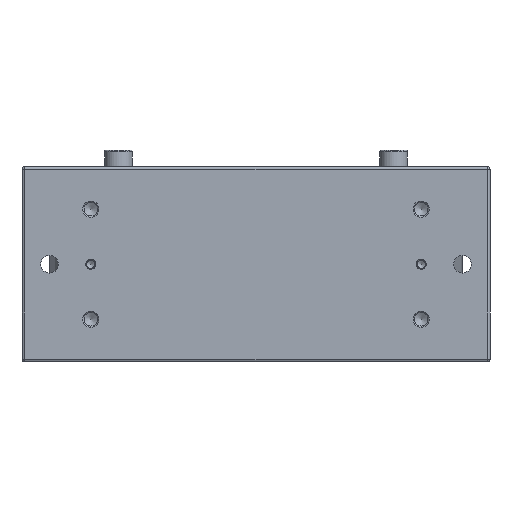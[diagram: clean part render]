
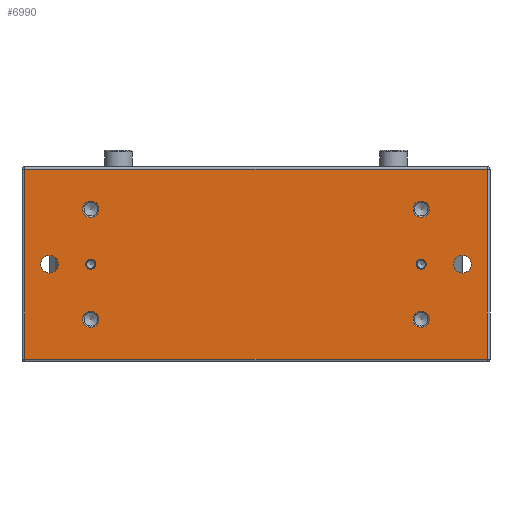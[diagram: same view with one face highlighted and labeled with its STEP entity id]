
A CAD part, front view. The second image highlights one B-rep face of the part: STEP entity #6990.
In plain terms, the highlighted planar face has unit normal (0, -1, 0).
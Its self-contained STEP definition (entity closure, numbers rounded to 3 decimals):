
#637=LINE('',#11400,#1181);
#638=LINE('',#11402,#1182);
#639=LINE('',#11404,#1183);
#640=LINE('',#11405,#1184);
#1181=VECTOR('',#9215,10.);
#1182=VECTOR('',#9216,10.);
#1183=VECTOR('',#9217,10.);
#1184=VECTOR('',#9218,10.);
#1403=FACE_BOUND('',#2082,.T.);
#1404=FACE_BOUND('',#2083,.T.);
#1405=FACE_BOUND('',#2084,.T.);
#1406=FACE_BOUND('',#2085,.T.);
#1407=FACE_BOUND('',#2086,.T.);
#1408=FACE_BOUND('',#2087,.T.);
#1409=FACE_BOUND('',#2088,.T.);
#1410=FACE_BOUND('',#2089,.T.);
#1636=FACE_OUTER_BOUND('',#2081,.T.);
#2081=EDGE_LOOP('',(#5448,#5449,#5450,#5451));
#2082=EDGE_LOOP('',(#5452));
#2083=EDGE_LOOP('',(#5453));
#2084=EDGE_LOOP('',(#5454));
#2085=EDGE_LOOP('',(#5455));
#2086=EDGE_LOOP('',(#5456));
#2087=EDGE_LOOP('',(#5457));
#2088=EDGE_LOOP('',(#5458));
#2089=EDGE_LOOP('',(#5459));
#2487=CIRCLE('',#7619,1.8);
#2490=CIRCLE('',#7623,1.8);
#2491=CIRCLE('',#7624,2.959);
#2492=CIRCLE('',#7625,2.959);
#2493=CIRCLE('',#7626,3.2);
#2494=CIRCLE('',#7627,3.2);
#2495=CIRCLE('',#7628,2.959);
#2496=CIRCLE('',#7629,2.959);
#3099=VERTEX_POINT('',#11390);
#3102=VERTEX_POINT('',#11398);
#3103=VERTEX_POINT('',#11399);
#3104=VERTEX_POINT('',#11401);
#3105=VERTEX_POINT('',#11403);
#3106=VERTEX_POINT('',#11406);
#3107=VERTEX_POINT('',#11408);
#3108=VERTEX_POINT('',#11410);
#3109=VERTEX_POINT('',#11412);
#3110=VERTEX_POINT('',#11414);
#3111=VERTEX_POINT('',#11416);
#3112=VERTEX_POINT('',#11418);
#3910=EDGE_CURVE('',#3099,#3099,#2487,.T.);
#3914=EDGE_CURVE('',#3102,#3103,#637,.T.);
#3915=EDGE_CURVE('',#3104,#3102,#638,.T.);
#3916=EDGE_CURVE('',#3105,#3104,#639,.T.);
#3917=EDGE_CURVE('',#3103,#3105,#640,.T.);
#3918=EDGE_CURVE('',#3106,#3106,#2490,.T.);
#3919=EDGE_CURVE('',#3107,#3107,#2491,.T.);
#3920=EDGE_CURVE('',#3108,#3108,#2492,.T.);
#3921=EDGE_CURVE('',#3109,#3109,#2493,.T.);
#3922=EDGE_CURVE('',#3110,#3110,#2494,.T.);
#3923=EDGE_CURVE('',#3111,#3111,#2495,.T.);
#3924=EDGE_CURVE('',#3112,#3112,#2496,.T.);
#5448=ORIENTED_EDGE('',*,*,#3914,.F.);
#5449=ORIENTED_EDGE('',*,*,#3915,.F.);
#5450=ORIENTED_EDGE('',*,*,#3916,.F.);
#5451=ORIENTED_EDGE('',*,*,#3917,.F.);
#5452=ORIENTED_EDGE('',*,*,#3918,.F.);
#5453=ORIENTED_EDGE('',*,*,#3919,.F.);
#5454=ORIENTED_EDGE('',*,*,#3920,.F.);
#5455=ORIENTED_EDGE('',*,*,#3921,.T.);
#5456=ORIENTED_EDGE('',*,*,#3922,.T.);
#5457=ORIENTED_EDGE('',*,*,#3923,.F.);
#5458=ORIENTED_EDGE('',*,*,#3924,.F.);
#5459=ORIENTED_EDGE('',*,*,#3910,.F.);
#6335=PLANE('',#7622);
#6990=ADVANCED_FACE('',(#1636,#1403,#1404,#1405,#1406,#1407,#1408,#1409,
#1410),#6335,.T.);
#7619=AXIS2_PLACEMENT_3D('',#11391,#9206,#9207);
#7622=AXIS2_PLACEMENT_3D('',#11397,#9213,#9214);
#7623=AXIS2_PLACEMENT_3D('',#11407,#9219,#9220);
#7624=AXIS2_PLACEMENT_3D('',#11409,#9221,#9222);
#7625=AXIS2_PLACEMENT_3D('',#11411,#9223,#9224);
#7626=AXIS2_PLACEMENT_3D('',#11413,#9225,#9226);
#7627=AXIS2_PLACEMENT_3D('',#11415,#9227,#9228);
#7628=AXIS2_PLACEMENT_3D('',#11417,#9229,#9230);
#7629=AXIS2_PLACEMENT_3D('',#11419,#9231,#9232);
#9206=DIRECTION('center_axis',(0.,-1.,0.));
#9207=DIRECTION('ref_axis',(-1.,0.,0.));
#9213=DIRECTION('center_axis',(0.,-1.,0.));
#9214=DIRECTION('ref_axis',(-1.,0.,0.));
#9215=DIRECTION('',(-1.,0.,0.));
#9216=DIRECTION('',(0.,0.,-1.));
#9217=DIRECTION('',(1.,0.,0.));
#9218=DIRECTION('',(0.,0.,1.));
#9219=DIRECTION('center_axis',(0.,-1.,0.));
#9220=DIRECTION('ref_axis',(-1.,0.,0.));
#9221=DIRECTION('center_axis',(0.,-1.,0.));
#9222=DIRECTION('ref_axis',(-1.,0.,0.));
#9223=DIRECTION('center_axis',(0.,-1.,0.));
#9224=DIRECTION('ref_axis',(-1.,0.,0.));
#9225=DIRECTION('center_axis',(0.,1.,0.));
#9226=DIRECTION('ref_axis',(1.,0.,0.));
#9227=DIRECTION('center_axis',(0.,1.,0.));
#9228=DIRECTION('ref_axis',(1.,0.,0.));
#9229=DIRECTION('center_axis',(0.,-1.,0.));
#9230=DIRECTION('ref_axis',(-1.,0.,0.));
#9231=DIRECTION('center_axis',(0.,-1.,0.));
#9232=DIRECTION('ref_axis',(-1.,0.,0.));
#11390=CARTESIAN_POINT('',(61.8,-85.,10.3));
#11391=CARTESIAN_POINT('Origin',(60.,-85.,10.3));
#11397=CARTESIAN_POINT('Origin',(66.,-85.,45.8));
#11398=CARTESIAN_POINT('',(84.,-85.,-24.2));
#11399=CARTESIAN_POINT('',(-84.,-85.,-24.2));
#11400=CARTESIAN_POINT('',(33.,-85.,-24.2));
#11401=CARTESIAN_POINT('',(84.,-85.,44.8));
#11402=CARTESIAN_POINT('',(84.,-85.,45.8));
#11403=CARTESIAN_POINT('',(-84.,-85.,44.8));
#11404=CARTESIAN_POINT('',(33.,-85.,44.8));
#11405=CARTESIAN_POINT('',(-84.,-85.,10.3));
#11406=CARTESIAN_POINT('',(-58.2,-85.,10.3));
#11407=CARTESIAN_POINT('Origin',(-60.,-85.,10.3));
#11408=CARTESIAN_POINT('',(62.959,-85.,30.3));
#11409=CARTESIAN_POINT('Origin',(60.,-85.,30.3));
#11410=CARTESIAN_POINT('',(-57.041,-85.,30.3));
#11411=CARTESIAN_POINT('Origin',(-60.,-85.,30.3));
#11412=CARTESIAN_POINT('',(-78.2,-85.,10.3));
#11413=CARTESIAN_POINT('Origin',(-75.,-85.,10.3));
#11414=CARTESIAN_POINT('',(71.8,-85.,10.3));
#11415=CARTESIAN_POINT('Origin',(75.,-85.,10.3));
#11416=CARTESIAN_POINT('',(-57.041,-85.,-9.7));
#11417=CARTESIAN_POINT('Origin',(-60.,-85.,-9.7));
#11418=CARTESIAN_POINT('',(62.959,-85.,-9.7));
#11419=CARTESIAN_POINT('Origin',(60.,-85.,-9.7));
